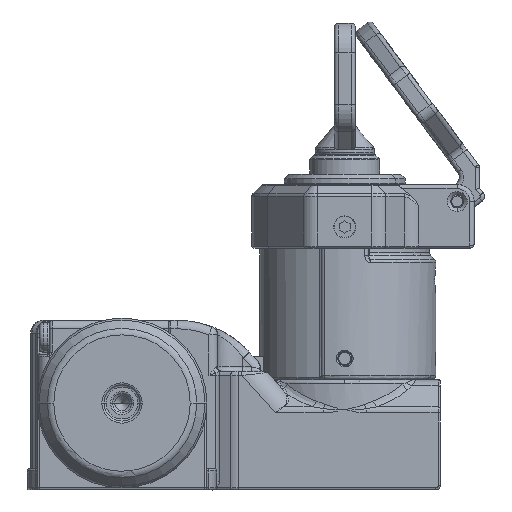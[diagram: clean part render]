
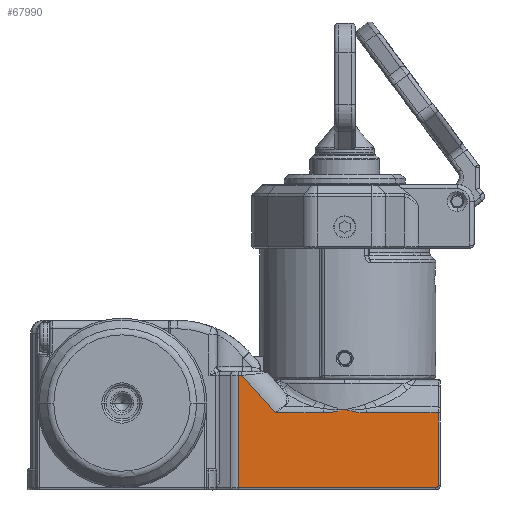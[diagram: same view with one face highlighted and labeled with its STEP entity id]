
A CAD part, left-side view. The second image highlights one B-rep face of the part: STEP entity #67990.
In plain terms, the highlighted planar face has unit normal (-1, 0, 0).
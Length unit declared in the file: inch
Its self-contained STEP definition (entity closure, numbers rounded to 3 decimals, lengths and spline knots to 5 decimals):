
#708 = EDGE_CURVE ( 'NONE', #67839, #65363, #20096, .T. ) ;
#3011 = DIRECTION ( 'NONE',  ( 1., 0., 0. ) ) ;
#5840 = DIRECTION ( 'NONE',  ( 1., 0., 0. ) ) ;
#6165 = CARTESIAN_POINT ( 'NONE',  ( -0.86614, -1.50328, 0.71542 ) ) ;
#7363 = CARTESIAN_POINT ( 'NONE',  ( -0.86614, -1.63386, 0.74803 ) ) ;
#11405 = LINE ( 'NONE', #100247, #38043 ) ;
#15287 = LINE ( 'NONE', #37510, #25048 ) ;
#16577 = DIRECTION ( 'NONE',  ( 0., -1., 0. ) ) ;
#20096 = LINE ( 'NONE', #139798, #43215 ) ;
#20815 = DIRECTION ( 'NONE',  ( 0., -1., 0. ) ) ;
#23093 = VECTOR ( 'NONE', #127403, 39.37008 ) ;
#23262 = EDGE_CURVE ( 'NONE', #29120, #41094, #15287, .T. ) ;
#24768 = CARTESIAN_POINT ( 'NONE',  ( -0.86614, -2.5, 0.71542 ) ) ;
#25048 = VECTOR ( 'NONE', #59014, 39.37008 ) ;
#26675 = DIRECTION ( 'NONE',  ( 0., 1., 0. ) ) ;
#26734 = EDGE_CURVE ( 'NONE', #100694, #46696, #11405, .T. ) ;
#28845 = CARTESIAN_POINT ( 'NONE',  ( -0.86614, -0.64741, 1.06299 ) ) ;
#29120 = VERTEX_POINT ( 'NONE', #123630 ) ;
#29702 = CARTESIAN_POINT ( 'NONE',  ( -0.86614, -1.8324, 0.71542 ) ) ;
#31246 = CARTESIAN_POINT ( 'NONE',  ( -0.86614, -0.67785, 1.06299 ) ) ;
#31746 = CIRCLE ( 'NONE', #36319, 0.01969 ) ;
#33278 = VECTOR ( 'NONE', #111614, 39.37008 ) ;
#36319 = AXIS2_PLACEMENT_3D ( 'NONE', #57502, #3011, #90422 ) ;
#37510 = CARTESIAN_POINT ( 'NONE',  ( -0.86614, -0.64741, 1.49606 ) ) ;
#38043 = VECTOR ( 'NONE', #57244, 39.37008 ) ;
#38836 = CARTESIAN_POINT ( 'NONE',  ( -0.86614, -1.43532, 0.71542 ) ) ;
#38923 = CARTESIAN_POINT ( 'NONE',  ( -0.86614, -1.69872, 0.7297 ) ) ;
#41094 = VERTEX_POINT ( 'NONE', #28845 ) ;
#42494 = CARTESIAN_POINT ( 'NONE',  ( -0.86614, -2.5, 1.49606 ) ) ;
#43215 = VECTOR ( 'NONE', #20815, 39.37008 ) ;
#43861 = ORIENTED_EDGE ( 'NONE', *, *, #129564, .F. ) ;
#44161 = VECTOR ( 'NONE', #74721, 39.37008 ) ;
#46696 = VERTEX_POINT ( 'NONE', #96189 ) ;
#46777 = PLANE ( 'NONE',  #47861 ) ;
#47861 = AXIS2_PLACEMENT_3D ( 'NONE', #70360, #5840, #26675 ) ;
#48957 = CARTESIAN_POINT ( 'NONE',  ( -0.86614, -1.6661, 0.73786 ) ) ;
#50010 = VERTEX_POINT ( 'NONE', #38836 ) ;
#51103 = CARTESIAN_POINT ( 'NONE',  ( -0.86614, -1.76499, 0.71849 ) ) ;
#51845 = ORIENTED_EDGE ( 'NONE', *, *, #122919, .F. ) ;
#56572 = ORIENTED_EDGE ( 'NONE', *, *, #115578, .F. ) ;
#57244 = DIRECTION ( 'NONE',  ( 0., -0.669, -0.743 ) ) ;
#57502 = CARTESIAN_POINT ( 'NONE',  ( -0.86614, -2.48031, 0.03937 ) ) ;
#57770 = ORIENTED_EDGE ( 'NONE', *, *, #26734, .F. ) ;
#59014 = DIRECTION ( 'NONE',  ( 0., 0., 1. ) ) ;
#60772 = EDGE_CURVE ( 'NONE', #41094, #100694, #120989, .T. ) ;
#65363 = VERTEX_POINT ( 'NONE', #24768 ) ;
#67003 = EDGE_CURVE ( 'NONE', #90953, #131467, #31746, .T. ) ;
#67839 = VERTEX_POINT ( 'NONE', #29702 ) ;
#67990 = ADVANCED_FACE ( 'NONE', ( #112687 ), #46777, .F. ) ;
#70360 = CARTESIAN_POINT ( 'NONE',  ( -0.86614, -0.61024, 1.49606 ) ) ;
#70572 = VERTEX_POINT ( 'NONE', #131015 ) ;
#74325 = LINE ( 'NONE', #118071, #23093 ) ;
#74696 = VECTOR ( 'NONE', #16577, 39.37008 ) ;
#74721 = DIRECTION ( 'NONE',  ( 0., 0., -1. ) ) ;
#79084 = B_SPLINE_CURVE_WITH_KNOTS ( 'NONE', 3,
 ( #105089, #6165, #82104, #116552 ),
 .UNSPECIFIED., .F., .F.,
 ( 4, 4 ),
 ( 0., 1. ),
 .UNSPECIFIED. ) ;
#79789 = EDGE_LOOP ( 'NONE', ( #96762, #43861, #87564, #56572, #57770, #82388, #113985, #114154, #135227, #51845 ) ) ;
#82104 = CARTESIAN_POINT ( 'NONE',  ( -0.86614, -1.56936, 0.72768 ) ) ;
#82388 = ORIENTED_EDGE ( 'NONE', *, *, #60772, .F. ) ;
#85001 = EDGE_CURVE ( 'NONE', #50010, #70572, #79084, .T. ) ;
#87564 = ORIENTED_EDGE ( 'NONE', *, *, #85001, .F. ) ;
#90422 = DIRECTION ( 'NONE',  ( 0., 0., -1. ) ) ;
#90953 = VERTEX_POINT ( 'NONE', #129559 ) ;
#94670 = LINE ( 'NONE', #116913, #74696 ) ;
#96189 = CARTESIAN_POINT ( 'NONE',  ( -0.86614, -0.99081, 0.71542 ) ) ;
#96762 = ORIENTED_EDGE ( 'NONE', *, *, #708, .F. ) ;
#100247 = CARTESIAN_POINT ( 'NONE',  ( -0.86614, -0.67785, 1.06299 ) ) ;
#100694 = VERTEX_POINT ( 'NONE', #31246 ) ;
#105089 = CARTESIAN_POINT ( 'NONE',  ( -0.86614, -1.43532, 0.71542 ) ) ;
#110688 = EDGE_CURVE ( 'NONE', #131467, #29120, #74325, .T. ) ;
#111614 = DIRECTION ( 'NONE',  ( 0., -1., 0. ) ) ;
#112687 = FACE_OUTER_BOUND ( 'NONE', #79789, .T. ) ;
#113985 = ORIENTED_EDGE ( 'NONE', *, *, #23262, .F. ) ;
#114154 = ORIENTED_EDGE ( 'NONE', *, *, #110688, .F. ) ;
#115578 = EDGE_CURVE ( 'NONE', #46696, #50010, #94670, .T. ) ;
#115588 = CARTESIAN_POINT ( 'NONE',  ( -0.86614, -1.79884, 0.71542 ) ) ;
#116319 = CARTESIAN_POINT ( 'NONE',  ( -0.86614, -1.8324, 0.71542 ) ) ;
#116552 = CARTESIAN_POINT ( 'NONE',  ( -0.86614, -1.63386, 0.74803 ) ) ;
#116913 = CARTESIAN_POINT ( 'NONE',  ( -0.86614, -0.61024, 0.71542 ) ) ;
#118071 = CARTESIAN_POINT ( 'NONE',  ( -0.86614, -0.61024, 0.01969 ) ) ;
#120989 = LINE ( 'NONE', #123094, #33278 ) ;
#122919 = EDGE_CURVE ( 'NONE', #65363, #90953, #139967, .T. ) ;
#123094 = CARTESIAN_POINT ( 'NONE',  ( -0.86614, -0.61024, 1.06299 ) ) ;
#123630 = CARTESIAN_POINT ( 'NONE',  ( -0.86614, -0.64741, 0.01969 ) ) ;
#124783 = CARTESIAN_POINT ( 'NONE',  ( -0.86614, -2.48031, 0.01969 ) ) ;
#127403 = DIRECTION ( 'NONE',  ( 0., 1., 0. ) ) ;
#129559 = CARTESIAN_POINT ( 'NONE',  ( -0.86614, -2.5, 0.03937 ) ) ;
#129564 = EDGE_CURVE ( 'NONE', #70572, #67839, #133919, .T. ) ;
#131015 = CARTESIAN_POINT ( 'NONE',  ( -0.86614, -1.63386, 0.74803 ) ) ;
#131467 = VERTEX_POINT ( 'NONE', #124783 ) ;
#133919 = B_SPLINE_CURVE_WITH_KNOTS ( 'NONE', 3,
 ( #7363, #48957, #38923, #51103, #115588, #116319 ),
 .UNSPECIFIED., .F., .F.,
 ( 4, 2, 4 ),
 ( 0., 0.5, 1. ),
 .UNSPECIFIED. ) ;
#135227 = ORIENTED_EDGE ( 'NONE', *, *, #67003, .F. ) ;
#139798 = CARTESIAN_POINT ( 'NONE',  ( -0.86614, -0.61024, 0.71542 ) ) ;
#139967 = LINE ( 'NONE', #42494, #44161 ) ;
